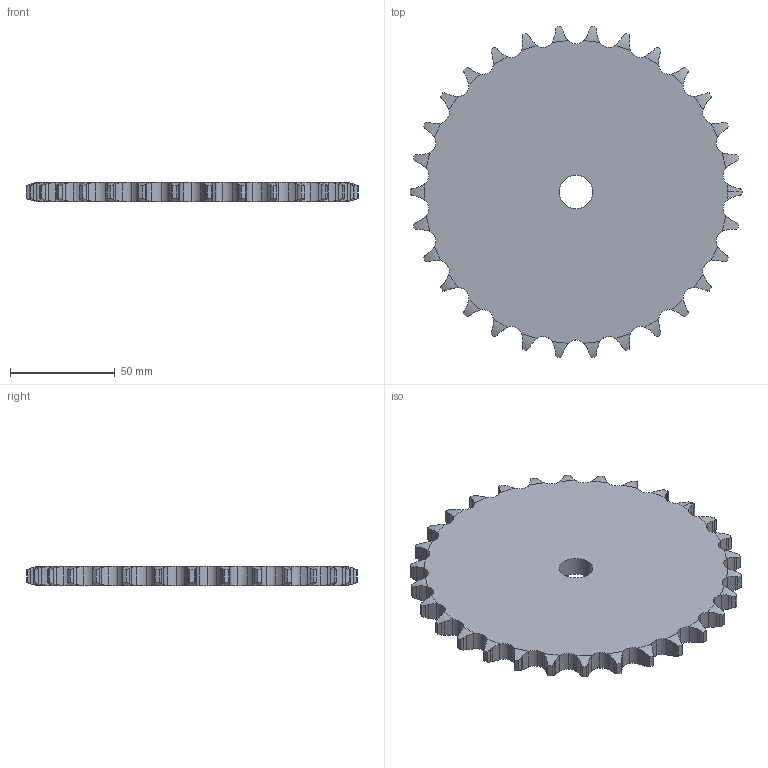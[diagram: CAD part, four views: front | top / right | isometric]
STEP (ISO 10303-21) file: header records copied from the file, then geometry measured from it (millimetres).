
FILE_DESCRIPTION(('FreeCAD Model'),'2;1');
FILE_NAME('Open CASCADE Shape Model','2022-03-13T09:06:06',('FreeCAD'),( 'FreeCAD'),'Open CASCADE STEP processor 7.5','FreeCAD','Unknown');
FILE_SCHEMA(('AUTOMOTIVE_DESIGN { 1 0 10303 214 1 1 1 1 }'));
Length unit declared in the file: millimetre
Products named in the file (1): Open CASCADE STEP translator 7.5 23
Bounding box: 158.8 x 158.13 x 9.1 mm (x, y, z)
Volume: 154016.1 mm3; surface area: 40835.8 mm2
Topology: 1 solids, 1 shells, 336 faces, 1000 edges, 666 vertices
Faces by surface type: cylinder 212, plane 62, torus 62
Full cylindrical faces by diameter (mm): 16 x1
Entity records: 30056 total; most frequent: CARTESIAN_POINT 13201, DIRECTION 2298, ORIENTED_EDGE 2000, PCURVE 2000, DEFINITIONAL_REPRESENTATION 2000, B_SPLINE_CURVE_WITH_KNOTS 1440, LINE 1128, VECTOR 1128
